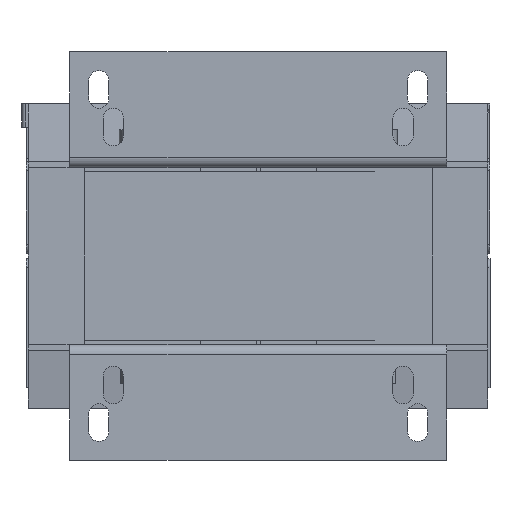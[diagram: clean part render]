
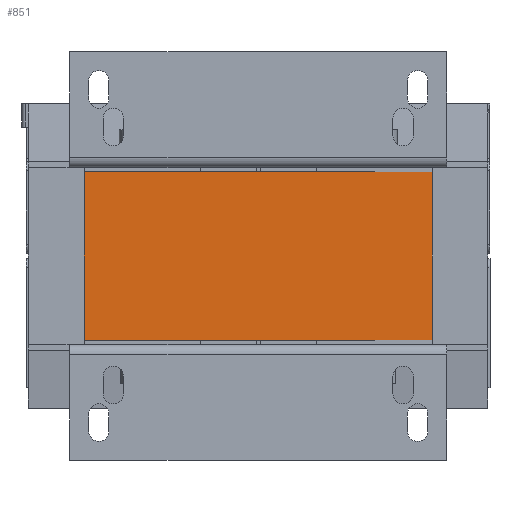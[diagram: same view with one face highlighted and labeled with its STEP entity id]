
A CAD part, front view. The second image highlights one B-rep face of the part: STEP entity #851.
In plain terms, the highlighted planar face has unit normal (0, -1, 0).
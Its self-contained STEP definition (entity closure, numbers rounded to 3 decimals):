
#203 = VECTOR ( 'NONE', #3805, 1000. ) ;
#393 = CARTESIAN_POINT ( 'NONE',  ( 60., -100., 29. ) ) ;
#529 = CARTESIAN_POINT ( 'NONE',  ( 60., -100., 29. ) ) ;
#701 = EDGE_CURVE ( 'NONE', #7086, #3418, #7766, .T. ) ;
#750 = VERTEX_POINT ( 'NONE', #9642 ) ;
#851 = ADVANCED_FACE ( 'NONE', ( #14300 ), #15133, .F. ) ;
#1111 = EDGE_CURVE ( 'NONE', #2201, #7086, #5686, .T. ) ;
#1345 = VERTEX_POINT ( 'NONE', #10753 ) ;
#1522 = CARTESIAN_POINT ( 'NONE',  ( 60., -100., -29. ) ) ;
#1581 = VERTEX_POINT ( 'NONE', #393 ) ;
#1659 = VERTEX_POINT ( 'NONE', #10052 ) ;
#1707 = DIRECTION ( 'NONE',  ( 1., 0., 0. ) ) ;
#1811 = CARTESIAN_POINT ( 'NONE',  ( 60., -100., -29. ) ) ;
#1978 = ORIENTED_EDGE ( 'NONE', *, *, #5487, .F. ) ;
#2116 = CARTESIAN_POINT ( 'NONE',  ( 40., -100., 29. ) ) ;
#2201 = VERTEX_POINT ( 'NONE', #3467 ) ;
#2222 = EDGE_CURVE ( 'NONE', #750, #13592, #5433, .T. ) ;
#2264 = CARTESIAN_POINT ( 'NONE',  ( 60., -100., -29. ) ) ;
#2374 = VECTOR ( 'NONE', #4562, 1000. ) ;
#2540 = ORIENTED_EDGE ( 'NONE', *, *, #1111, .T. ) ;
#2658 = CARTESIAN_POINT ( 'NONE',  ( -60., -100., 29. ) ) ;
#3418 = VERTEX_POINT ( 'NONE', #2264 ) ;
#3467 = CARTESIAN_POINT ( 'NONE',  ( 40., -100., -29. ) ) ;
#3575 = CARTESIAN_POINT ( 'NONE',  ( 40.001, -100., -29. ) ) ;
#3670 = DIRECTION ( 'NONE',  ( 1., 0., 0. ) ) ;
#3681 = CARTESIAN_POINT ( 'NONE',  ( 60., -100., 29. ) ) ;
#3805 = DIRECTION ( 'NONE',  ( 0., 0., -1. ) ) ;
#3849 = DIRECTION ( 'NONE',  ( 1., 0., 0. ) ) ;
#4309 = AXIS2_PLACEMENT_3D ( 'NONE', #529, #7642, #10067 ) ;
#4562 = DIRECTION ( 'NONE',  ( 1., 0., 0. ) ) ;
#4779 = ORIENTED_EDGE ( 'NONE', *, *, #15393, .F. ) ;
#4902 = LINE ( 'NONE', #3681, #12225 ) ;
#5212 = CARTESIAN_POINT ( 'NONE',  ( 60., -100., -29. ) ) ;
#5433 = LINE ( 'NONE', #11841, #203 ) ;
#5487 = EDGE_CURVE ( 'NONE', #1581, #750, #14359, .T. ) ;
#5686 = LINE ( 'NONE', #5212, #7548 ) ;
#6092 = CARTESIAN_POINT ( 'NONE',  ( 60., -100., 29. ) ) ;
#6129 = LINE ( 'NONE', #11820, #12606 ) ;
#6374 = EDGE_LOOP ( 'NONE', ( #15398, #2540, #12569, #17403, #16889, #1978, #4779, #9366, #17425, #9555 ) ) ;
#6493 = DIRECTION ( 'NONE',  ( 1., 0., 0. ) ) ;
#7086 = VERTEX_POINT ( 'NONE', #3575 ) ;
#7548 = VECTOR ( 'NONE', #6493, 1000. ) ;
#7642 = DIRECTION ( 'NONE',  ( 0., 1., 0. ) ) ;
#7766 = LINE ( 'NONE', #1522, #10933 ) ;
#7868 = EDGE_CURVE ( 'NONE', #12633, #1345, #12517, .T. ) ;
#8598 = CARTESIAN_POINT ( 'NONE',  ( -60., -100., 29. ) ) ;
#9216 = EDGE_CURVE ( 'NONE', #1345, #2201, #11185, .T. ) ;
#9327 = CARTESIAN_POINT ( 'NONE',  ( 60., -100., -29. ) ) ;
#9366 = ORIENTED_EDGE ( 'NONE', *, *, #14516, .F. ) ;
#9465 = DIRECTION ( 'NONE',  ( 1., 0., 0. ) ) ;
#9555 = ORIENTED_EDGE ( 'NONE', *, *, #7868, .T. ) ;
#9642 = CARTESIAN_POINT ( 'NONE',  ( 60., -100., 29. ) ) ;
#9829 = CARTESIAN_POINT ( 'NONE',  ( 60., -100., -29. ) ) ;
#10052 = CARTESIAN_POINT ( 'NONE',  ( 40.001, -100., 29. ) ) ;
#10067 = DIRECTION ( 'NONE',  ( 0., 0., 1. ) ) ;
#10753 = CARTESIAN_POINT ( 'NONE',  ( -60., -100., -29. ) ) ;
#10933 = VECTOR ( 'NONE', #9465, 1000. ) ;
#11185 = LINE ( 'NONE', #1811, #2374 ) ;
#11342 = DIRECTION ( 'NONE',  ( 1., 0., 0. ) ) ;
#11493 = LINE ( 'NONE', #11645, #13177 ) ;
#11645 = CARTESIAN_POINT ( 'NONE',  ( 60., -100., 29. ) ) ;
#11668 = VECTOR ( 'NONE', #12045, 1000. ) ;
#11748 = EDGE_CURVE ( 'NONE', #3418, #13592, #12891, .T. ) ;
#11820 = CARTESIAN_POINT ( 'NONE',  ( 60., -100., 29. ) ) ;
#11841 = CARTESIAN_POINT ( 'NONE',  ( 60., -100., 29. ) ) ;
#12045 = DIRECTION ( 'NONE',  ( 0., 0., -1. ) ) ;
#12225 = VECTOR ( 'NONE', #3849, 1000. ) ;
#12517 = LINE ( 'NONE', #2658, #11668 ) ;
#12569 = ORIENTED_EDGE ( 'NONE', *, *, #701, .T. ) ;
#12606 = VECTOR ( 'NONE', #15677, 1000. ) ;
#12633 = VERTEX_POINT ( 'NONE', #8598 ) ;
#12891 = LINE ( 'NONE', #9829, #15646 ) ;
#13087 = VECTOR ( 'NONE', #11342, 1000. ) ;
#13177 = VECTOR ( 'NONE', #3670, 1000. ) ;
#13592 = VERTEX_POINT ( 'NONE', #9327 ) ;
#14300 = FACE_OUTER_BOUND ( 'NONE', #6374, .T. ) ;
#14359 = LINE ( 'NONE', #6092, #13087 ) ;
#14426 = VERTEX_POINT ( 'NONE', #2116 ) ;
#14516 = EDGE_CURVE ( 'NONE', #14426, #1659, #4902, .T. ) ;
#15133 = PLANE ( 'NONE',  #4309 ) ;
#15393 = EDGE_CURVE ( 'NONE', #1659, #1581, #6129, .T. ) ;
#15398 = ORIENTED_EDGE ( 'NONE', *, *, #9216, .T. ) ;
#15646 = VECTOR ( 'NONE', #1707, 1000. ) ;
#15677 = DIRECTION ( 'NONE',  ( 1., 0., 0. ) ) ;
#16889 = ORIENTED_EDGE ( 'NONE', *, *, #2222, .F. ) ;
#17084 = EDGE_CURVE ( 'NONE', #12633, #14426, #11493, .T. ) ;
#17403 = ORIENTED_EDGE ( 'NONE', *, *, #11748, .T. ) ;
#17425 = ORIENTED_EDGE ( 'NONE', *, *, #17084, .F. ) ;
